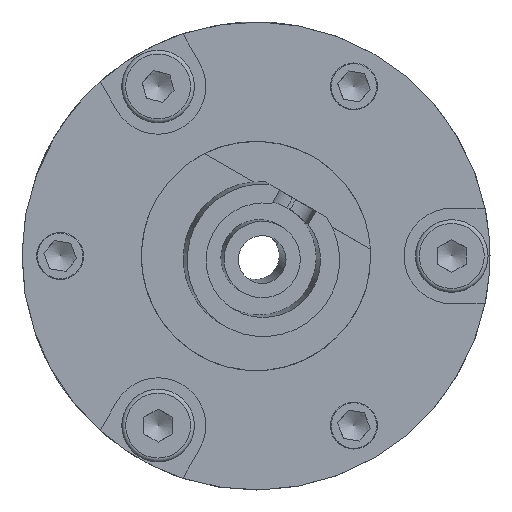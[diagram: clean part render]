
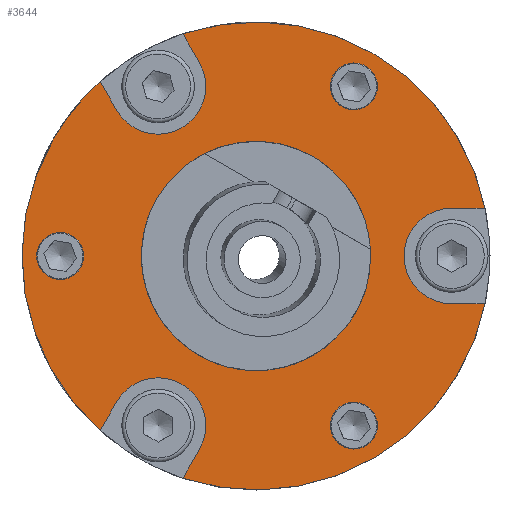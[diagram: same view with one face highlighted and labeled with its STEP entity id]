
A CAD part, left-side view. The second image highlights one B-rep face of the part: STEP entity #3644.
In plain terms, the highlighted planar face has unit normal (-1, 0, 0).
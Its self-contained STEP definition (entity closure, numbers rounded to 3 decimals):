
#1419=CARTESIAN_POINT('',(-7.,-7.812,-5.74));
#1420=VERTEX_POINT('',#1419);
#1421=CARTESIAN_POINT('',(-7.,-8.877,-5.125));
#1422=DIRECTION('',(1.,0.0,0.0));
#1423=DIRECTION('',(0.0,0.866,-0.5));
#1424=AXIS2_PLACEMENT_3D('',#1421,#1422,#1423);
#1425=CIRCLE('',#1424,1.23);
#1426=EDGE_CURVE('',#1420,#1420,#1425,.T.);
#1447=CARTESIAN_POINT('',(-7.,-2.5,-10.25));
#1448=VERTEX_POINT('',#1447);
#1455=CARTESIAN_POINT('',(-7.,2.5,-10.25));
#1456=VERTEX_POINT('',#1455);
#1457=CARTESIAN_POINT('',(-7.,0.,-10.25));
#1458=DIRECTION('',(1.0,0.0,0.0));
#1459=DIRECTION('',(0.0,-1.0,0.0));
#1460=AXIS2_PLACEMENT_3D('',#1457,#1458,#1459);
#1461=CIRCLE('',#1460,2.5);
#1462=EDGE_CURVE('',#1456,#1448,#1461,.T.);
#1487=CARTESIAN_POINT('',(-7.,2.5,-11.992));
#1488=VERTEX_POINT('',#1487);
#1489=CARTESIAN_POINT('',(-7.,2.5,-11.992));
#1490=DIRECTION('',(0.0,0.0,1.0));
#1491=VECTOR('',#1490,1.742);
#1492=LINE('',#1489,#1491);
#1493=EDGE_CURVE('',#1488,#1456,#1492,.T.);
#1517=CARTESIAN_POINT('',(-7.,-2.5,-11.992));
#1518=VERTEX_POINT('',#1517);
#1525=CARTESIAN_POINT('',(-7.,-2.5,-10.25));
#1526=DIRECTION('',(0.0,0.0,-1.0));
#1527=VECTOR('',#1526,1.742);
#1528=LINE('',#1525,#1527);
#1529=EDGE_CURVE('',#1448,#1518,#1528,.T.);
#1642=CARTESIAN_POINT('',(-7.,-1.065,9.635));
#1643=VERTEX_POINT('',#1642);
#1644=CARTESIAN_POINT('',(-7.,0.,10.25));
#1645=DIRECTION('',(1.0,0.0,0.0));
#1646=DIRECTION('',(0.0,-0.866,-0.5));
#1647=AXIS2_PLACEMENT_3D('',#1644,#1645,#1646);
#1648=CIRCLE('',#1647,1.23);
#1649=EDGE_CURVE('',#1643,#1643,#1648,.T.);
#1670=CARTESIAN_POINT('',(-7.,-7.627,7.29));
#1671=VERTEX_POINT('',#1670);
#1678=CARTESIAN_POINT('',(-7.,-10.127,2.96));
#1679=VERTEX_POINT('',#1678);
#1680=CARTESIAN_POINT('',(-7.,-8.877,5.125));
#1681=DIRECTION('',(1.,0.0,0.0));
#1682=DIRECTION('',(0.0,0.5,0.866));
#1683=AXIS2_PLACEMENT_3D('',#1680,#1681,#1682);
#1684=CIRCLE('',#1683,2.5);
#1685=EDGE_CURVE('',#1679,#1671,#1684,.T.);
#1710=CARTESIAN_POINT('',(-7.,-11.636,3.831));
#1711=VERTEX_POINT('',#1710);
#1712=CARTESIAN_POINT('',(-7.,-11.636,3.831));
#1713=DIRECTION('',(0.,0.866,-0.5));
#1714=VECTOR('',#1713,1.742);
#1715=LINE('',#1712,#1714);
#1716=EDGE_CURVE('',#1711,#1679,#1715,.T.);
#1740=CARTESIAN_POINT('',(-7.,-9.136,8.161));
#1741=VERTEX_POINT('',#1740);
#1748=CARTESIAN_POINT('',(-7.,-7.627,7.29));
#1749=DIRECTION('',(0.,-0.866,0.5));
#1750=VECTOR('',#1749,1.742);
#1751=LINE('',#1748,#1750);
#1752=EDGE_CURVE('',#1671,#1741,#1751,.T.);
#2027=CARTESIAN_POINT('',(-7.,11.636,3.831));
#2028=VERTEX_POINT('',#2027);
#2029=CARTESIAN_POINT('',(-7.,0.,0.0));
#2030=DIRECTION('',(1.0,0.0,0.0));
#2031=DIRECTION('',(0.0,1.0,0.0));
#2032=AXIS2_PLACEMENT_3D('',#2029,#2030,#2031);
#2033=CIRCLE('',#2032,12.25);
#2034=EDGE_CURVE('',#1488,#2028,#2033,.T.);
#2053=CARTESIAN_POINT('',(-7.,9.136,8.161));
#2054=VERTEX_POINT('',#2053);
#2061=CARTESIAN_POINT('',(-7.,0.,0.0));
#2062=DIRECTION('',(1.0,0.0,0.0));
#2063=DIRECTION('',(0.0,1.0,0.0));
#2064=AXIS2_PLACEMENT_3D('',#2061,#2062,#2063);
#2065=CIRCLE('',#2064,12.25);
#2066=EDGE_CURVE('',#2054,#1741,#2065,.T.);
#2071=CARTESIAN_POINT('',(-7.,0.,0.0));
#2072=DIRECTION('',(1.0,0.0,0.0));
#2073=DIRECTION('',(0.0,1.0,0.0));
#2074=AXIS2_PLACEMENT_3D('',#2071,#2072,#2073);
#2075=CIRCLE('',#2074,12.25);
#2076=EDGE_CURVE('',#1711,#1518,#2075,.T.);
#2097=CARTESIAN_POINT('',(-7.,10.127,2.96));
#2098=VERTEX_POINT('',#2097);
#2105=CARTESIAN_POINT('',(-7.,7.627,7.29));
#2106=VERTEX_POINT('',#2105);
#2107=CARTESIAN_POINT('',(-7.,8.877,5.125));
#2108=DIRECTION('',(1.0,0.0,0.0));
#2109=DIRECTION('',(0.0,0.5,-0.866));
#2110=AXIS2_PLACEMENT_3D('',#2107,#2108,#2109);
#2111=CIRCLE('',#2110,2.5);
#2112=EDGE_CURVE('',#2106,#2098,#2111,.T.);
#2135=CARTESIAN_POINT('',(-7.,9.136,8.161));
#2136=DIRECTION('',(0.,-0.866,-0.5));
#2137=VECTOR('',#2136,1.742);
#2138=LINE('',#2135,#2137);
#2139=EDGE_CURVE('',#2054,#2106,#2138,.T.);
#2157=CARTESIAN_POINT('',(-7.,10.127,2.96));
#2158=DIRECTION('',(0.,0.866,0.5));
#2159=VECTOR('',#2158,1.742);
#2160=LINE('',#2157,#2159);
#2161=EDGE_CURVE('',#2098,#2028,#2160,.T.);
#2268=CARTESIAN_POINT('',(-7.,8.877,-3.895));
#2269=VERTEX_POINT('',#2268);
#2270=CARTESIAN_POINT('',(-7.,8.877,-5.125));
#2271=DIRECTION('',(1.0,0.0,0.0));
#2272=DIRECTION('',(0.0,0.0,1.0));
#2273=AXIS2_PLACEMENT_3D('',#2270,#2271,#2272);
#2274=CIRCLE('',#2273,1.23);
#2275=EDGE_CURVE('',#2269,#2269,#2274,.T.);
#2480=CARTESIAN_POINT('',(-7.,6.,0.0));
#2481=VERTEX_POINT('',#2480);
#2482=CARTESIAN_POINT('',(-7.,0.,0.0));
#2483=DIRECTION('',(1.0,0.0,0.0));
#2484=DIRECTION('',(0.0,1.0,0.0));
#2485=AXIS2_PLACEMENT_3D('',#2482,#2483,#2484);
#2486=CIRCLE('',#2485,6.);
#2487=EDGE_CURVE('',#2481,#2481,#2486,.T.);
#3613=CARTESIAN_POINT('',(-7.,9.125,0.0));
#3614=DIRECTION('',(-1.0,0.0,0.0));
#3615=DIRECTION('',(0.0,0.0,1.0));
#3616=AXIS2_PLACEMENT_3D('',#3613,#3614,#3615);
#3617=PLANE('',#3616);
#3618=ORIENTED_EDGE('',*,*,#1529,.T.);
#3619=ORIENTED_EDGE('',*,*,#2076,.F.);
#3620=ORIENTED_EDGE('',*,*,#1716,.T.);
#3621=ORIENTED_EDGE('',*,*,#1685,.T.);
#3622=ORIENTED_EDGE('',*,*,#1752,.T.);
#3623=ORIENTED_EDGE('',*,*,#2066,.F.);
#3624=ORIENTED_EDGE('',*,*,#2139,.T.);
#3625=ORIENTED_EDGE('',*,*,#2112,.T.);
#3626=ORIENTED_EDGE('',*,*,#2161,.T.);
#3627=ORIENTED_EDGE('',*,*,#2034,.F.);
#3628=ORIENTED_EDGE('',*,*,#1493,.T.);
#3629=ORIENTED_EDGE('',*,*,#1462,.T.);
#3630=EDGE_LOOP('',(#3618,#3619,#3620,#3621,#3622,#3623,#3624,#3625,#3626,#3627,#3628,#3629));
#3631=FACE_OUTER_BOUND('',#3630,.T.);
#3632=ORIENTED_EDGE('',*,*,#1426,.T.);
#3633=EDGE_LOOP('',(#3632));
#3634=FACE_BOUND('',#3633,.T.);
#3635=ORIENTED_EDGE('',*,*,#1649,.T.);
#3636=EDGE_LOOP('',(#3635));
#3637=FACE_BOUND('',#3636,.T.);
#3638=ORIENTED_EDGE('',*,*,#2275,.T.);
#3639=EDGE_LOOP('',(#3638));
#3640=FACE_BOUND('',#3639,.T.);
#3641=ORIENTED_EDGE('',*,*,#2487,.T.);
#3642=EDGE_LOOP('',(#3641));
#3643=FACE_BOUND('',#3642,.T.);
#3644=ADVANCED_FACE('',(#3631,#3634,#3637,#3640,#3643),#3617,.T.);
